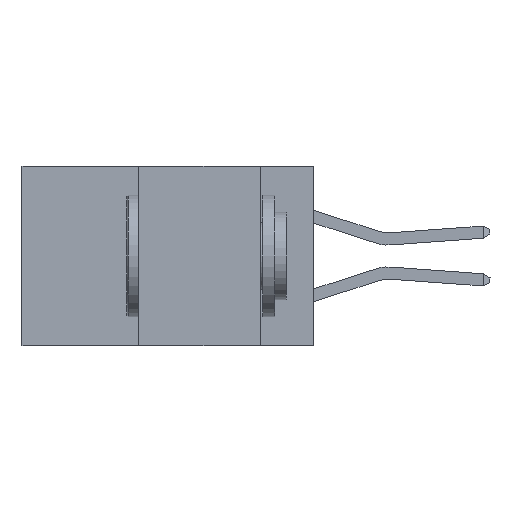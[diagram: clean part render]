
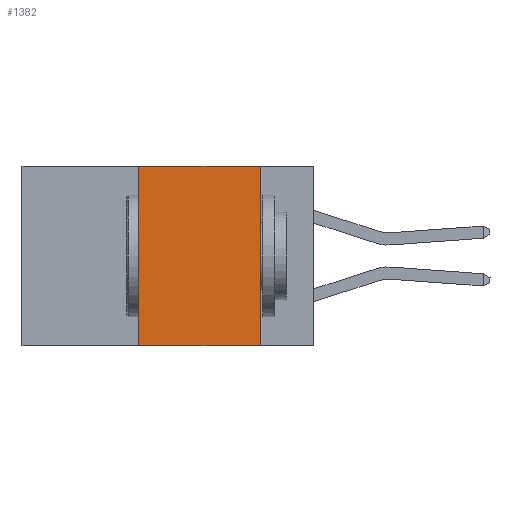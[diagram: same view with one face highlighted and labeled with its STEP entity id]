
A CAD part, left-side view. The second image highlights one B-rep face of the part: STEP entity #1382.
In plain terms, the highlighted planar face has unit normal (-1, 0, 0).
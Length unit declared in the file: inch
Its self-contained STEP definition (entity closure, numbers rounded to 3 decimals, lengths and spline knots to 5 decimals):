
#86 = VECTOR ( 'NONE', #1616, 39.37008 ) ;
#115 = VERTEX_POINT ( 'NONE', #8274 ) ;
#539 = CARTESIAN_POINT ( 'NONE',  ( 0., 0.6, 0. ) ) ;
#653 = EDGE_CURVE ( 'NONE', #6089, #4300, #8421, .T. ) ;
#779 = VECTOR ( 'NONE', #3886, 39.37008 ) ;
#1382 = ADVANCED_FACE ( 'NONE', ( #6839 ), #7747, .F. ) ;
#1616 = DIRECTION ( 'NONE',  ( 0., 0., -1. ) ) ;
#1637 = DIRECTION ( 'NONE',  ( 0., 0., -1. ) ) ;
#1766 = EDGE_LOOP ( 'NONE', ( #6161, #2126, #7311, #5912 ) ) ;
#2126 = ORIENTED_EDGE ( 'NONE', *, *, #653, .F. ) ;
#2441 = DIRECTION ( 'NONE',  ( 1., 0., 0. ) ) ;
#2838 = EDGE_CURVE ( 'NONE', #9742, #115, #9066, .T. ) ;
#3172 = EDGE_CURVE ( 'NONE', #9742, #6089, #5271, .T. ) ;
#3747 = LINE ( 'NONE', #3917, #86 ) ;
#3868 = VECTOR ( 'NONE', #4082, 39.37008 ) ;
#3886 = DIRECTION ( 'NONE',  ( 0., 0., 1. ) ) ;
#3917 = CARTESIAN_POINT ( 'NONE',  ( 0., 0.11, 0. ) ) ;
#4082 = DIRECTION ( 'NONE',  ( 0., -1., 0. ) ) ;
#4109 = CARTESIAN_POINT ( 'NONE',  ( 0., 0.36, -0.37 ) ) ;
#4300 = VERTEX_POINT ( 'NONE', #6940 ) ;
#5271 = LINE ( 'NONE', #9037, #779 ) ;
#5299 = CARTESIAN_POINT ( 'NONE',  ( 0., 0.36, 0. ) ) ;
#5459 = CARTESIAN_POINT ( 'NONE',  ( 0., 0.6, -0.37 ) ) ;
#5912 = ORIENTED_EDGE ( 'NONE', *, *, #2838, .T. ) ;
#6089 = VERTEX_POINT ( 'NONE', #5299 ) ;
#6161 = ORIENTED_EDGE ( 'NONE', *, *, #7447, .F. ) ;
#6839 = FACE_OUTER_BOUND ( 'NONE', #1766, .T. ) ;
#6940 = CARTESIAN_POINT ( 'NONE',  ( 0., 0.11, 0. ) ) ;
#6994 = CARTESIAN_POINT ( 'NONE',  ( 0., 0.6, 0. ) ) ;
#7311 = ORIENTED_EDGE ( 'NONE', *, *, #3172, .F. ) ;
#7447 = EDGE_CURVE ( 'NONE', #4300, #115, #3747, .T. ) ;
#7747 = PLANE ( 'NONE',  #9115 ) ;
#8274 = CARTESIAN_POINT ( 'NONE',  ( 0., 0.11, -0.37 ) ) ;
#8301 = VECTOR ( 'NONE', #8874, 39.37008 ) ;
#8421 = LINE ( 'NONE', #539, #8301 ) ;
#8874 = DIRECTION ( 'NONE',  ( 0., -1., 0. ) ) ;
#9037 = CARTESIAN_POINT ( 'NONE',  ( 0., 0.36, 0. ) ) ;
#9066 = LINE ( 'NONE', #5459, #3868 ) ;
#9115 = AXIS2_PLACEMENT_3D ( 'NONE', #6994, #2441, #1637 ) ;
#9742 = VERTEX_POINT ( 'NONE', #4109 ) ;
